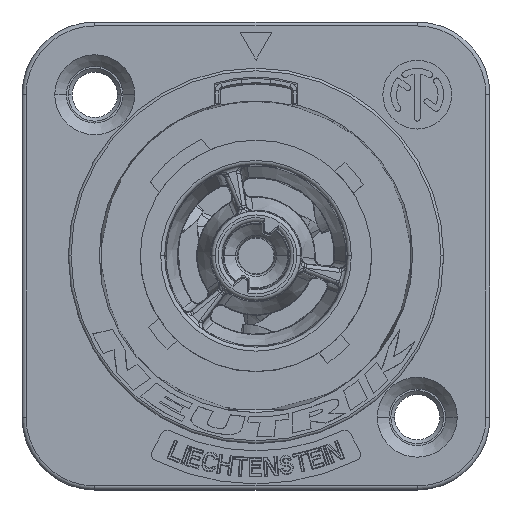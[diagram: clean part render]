
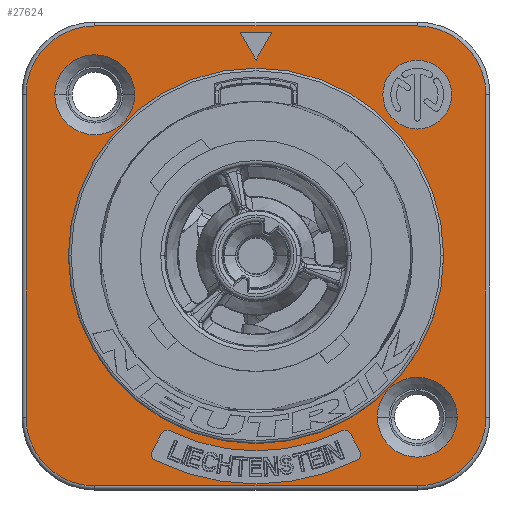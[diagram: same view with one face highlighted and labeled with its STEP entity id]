
A CAD part, top view. The second image highlights one B-rep face of the part: STEP entity #27624.
In plain terms, the highlighted planar face has unit normal (0, 0, 1).
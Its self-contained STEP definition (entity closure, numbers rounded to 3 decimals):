
#29=CARTESIAN_POINT('',(12.2,-12.2,4.5));
#30=DIRECTION('',(0.,0.,1.));
#31=DIRECTION('',(0.,-1.,0.));
#32=AXIS2_PLACEMENT_3D('',#29,#30,#31);
#34=DIRECTION('',(1.,0.,0.));
#35=VECTOR('',#34,24.4);
#36=CARTESIAN_POINT('',(-12.2,-17.4,4.5));
#37=LINE('',#36,#35);
#38=CARTESIAN_POINT('',(-12.2,-12.2,4.5));
#39=DIRECTION('',(0.,0.,1.));
#40=DIRECTION('',(-1.,0.,0.));
#41=AXIS2_PLACEMENT_3D('',#38,#39,#40);
#43=DIRECTION('',(0.,-1.,0.));
#44=VECTOR('',#43,24.4);
#45=CARTESIAN_POINT('',(-17.4,12.2,4.5));
#46=LINE('',#45,#44);
#47=CARTESIAN_POINT('',(-12.2,12.2,4.5));
#48=DIRECTION('',(0.,0.,1.));
#49=DIRECTION('',(0.,1.,0.));
#50=AXIS2_PLACEMENT_3D('',#47,#48,#49);
#52=DIRECTION('',(-1.,0.,0.));
#53=VECTOR('',#52,24.4);
#54=CARTESIAN_POINT('',(12.2,17.4,4.5));
#55=LINE('',#54,#53);
#56=CARTESIAN_POINT('',(12.2,12.2,4.5));
#57=DIRECTION('',(0.,0.,1.));
#58=DIRECTION('',(1.,0.,0.));
#59=AXIS2_PLACEMENT_3D('',#56,#57,#58);
#61=DIRECTION('',(0.,1.,0.));
#62=VECTOR('',#61,24.4);
#63=CARTESIAN_POINT('',(17.4,-12.2,4.5));
#64=LINE('',#63,#62);
#65=CARTESIAN_POINT('',(0.,0.,4.5));
#66=DIRECTION('',(0.,0.,-1.));
#67=DIRECTION('',(-1.,0.,0.));
#68=AXIS2_PLACEMENT_3D('',#65,#66,#67);
#70=CARTESIAN_POINT('',(0.,0.,4.5));
#71=DIRECTION('',(0.,0.,1.));
#72=DIRECTION('',(-1.,0.,0.));
#73=AXIS2_PLACEMENT_3D('',#70,#71,#72);
#75=CARTESIAN_POINT('',(-12.2,12.2,4.5));
#76=DIRECTION('',(0.,0.,1.));
#77=DIRECTION('',(1.,0.,0.));
#78=AXIS2_PLACEMENT_3D('',#75,#76,#77);
#80=CARTESIAN_POINT('',(-12.2,12.2,4.5));
#81=DIRECTION('',(0.,0.,1.));
#82=DIRECTION('',(-1.,0.,0.));
#83=AXIS2_PLACEMENT_3D('',#80,#81,#82);
#85=CARTESIAN_POINT('',(12.2,-12.2,4.5));
#86=DIRECTION('',(0.,0.,1.));
#87=DIRECTION('',(1.,0.,0.));
#88=AXIS2_PLACEMENT_3D('',#85,#86,#87);
#90=CARTESIAN_POINT('',(12.2,-12.2,4.5));
#91=DIRECTION('',(0.,0.,1.));
#92=DIRECTION('',(-1.,0.,0.));
#93=AXIS2_PLACEMENT_3D('',#90,#91,#92);
#95=DIRECTION('',(0.5,-0.866,0.));
#96=VECTOR('',#95,2.4);
#97=CARTESIAN_POINT('',(-1.2,16.9,4.5));
#98=LINE('',#97,#96);
#99=DIRECTION('',(0.5,0.866,0.));
#100=VECTOR('',#99,2.4);
#101=CARTESIAN_POINT('',(0.,14.822,4.5));
#102=LINE('',#101,#100);
#103=DIRECTION('',(-1.,0.,0.));
#104=VECTOR('',#103,2.4);
#105=CARTESIAN_POINT('',(1.2,16.9,4.5));
#106=LINE('',#105,#104);
#107=DIRECTION('',(-0.469,-0.883,0.));
#108=VECTOR('',#107,1.501);
#109=CARTESIAN_POINT('',(-7.156,-13.458,4.5));
#110=LINE('',#109,#108);
#111=CARTESIAN_POINT('',(0.,0.,4.5));
#112=DIRECTION('',(0.,0.,1.));
#113=DIRECTION('',(-0.443,-0.897,0.));
#114=AXIS2_PLACEMENT_3D('',#111,#112,#113);
#116=DIRECTION('',(-0.469,0.883,0.));
#117=VECTOR('',#116,1.501);
#118=CARTESIAN_POINT('',(7.86,-14.783,4.5));
#119=LINE('',#118,#117);
#120=CARTESIAN_POINT('',(0.,0.,4.5));
#121=DIRECTION('',(0.,0.,1.));
#122=DIRECTION('',(-0.44,-0.898,0.));
#123=AXIS2_PLACEMENT_3D('',#120,#121,#122);
#125=CARTESIAN_POINT('',(12.2,12.2,4.5));
#126=DIRECTION('',(0.,0.,1.));
#127=DIRECTION('',(1.,0.,0.));
#128=AXIS2_PLACEMENT_3D('',#125,#126,#127);
#130=CARTESIAN_POINT('',(12.2,12.2,4.5));
#131=DIRECTION('',(0.,0.,1.));
#132=DIRECTION('',(-1.,0.,0.));
#133=AXIS2_PLACEMENT_3D('',#130,#131,#132);
#14870=CARTESIAN_POINT('',(-6.714,-13.692,4.5));
#14871=DIRECTION('',(0.,0.,-1.));
#14872=DIRECTION('',(-0.883,0.469,0.));
#14873=AXIS2_PLACEMENT_3D('',#14870,#14871,#14872);
#14883=CARTESIAN_POINT('',(-7.419,-15.018,4.5));
#14884=DIRECTION('',(0.,0.,-1.));
#14885=DIRECTION('',(-0.443,-0.897,0.));
#14886=AXIS2_PLACEMENT_3D('',#14883,#14884,#14885);
#14896=CARTESIAN_POINT('',(7.419,-15.018,4.5));
#14897=DIRECTION('',(0.,0.,-1.));
#14898=DIRECTION('',(0.883,0.469,0.));
#14899=AXIS2_PLACEMENT_3D('',#14896,#14897,#14898);
#14909=CARTESIAN_POINT('',(6.714,-13.692,4.5));
#14910=DIRECTION('',(0.,0.,-1.));
#14911=DIRECTION('',(-0.44,0.898,0.));
#14912=AXIS2_PLACEMENT_3D('',#14909,#14910,#14911);
#22707=CARTESIAN_POINT('',(-14.2,0.,4.5));
#22708=CARTESIAN_POINT('',(14.2,0.,4.5));
#22709=VERTEX_POINT('',#22707);
#22710=VERTEX_POINT('',#22708);
#22787=CARTESIAN_POINT('',(-9.175,12.2,4.5));
#22788=CARTESIAN_POINT('',(-15.225,12.2,4.5));
#22789=VERTEX_POINT('',#22787);
#22790=VERTEX_POINT('',#22788);
#22791=CARTESIAN_POINT('',(15.225,-12.2,4.5));
#22792=CARTESIAN_POINT('',(9.175,-12.2,4.5));
#22793=VERTEX_POINT('',#22791);
#22794=VERTEX_POINT('',#22792);
#23228=CARTESIAN_POINT('',(12.2,-17.4,4.5));
#23229=CARTESIAN_POINT('',(17.4,-12.2,4.5));
#23230=VERTEX_POINT('',#23228);
#23231=VERTEX_POINT('',#23229);
#23236=CARTESIAN_POINT('',(17.4,12.2,4.5));
#23237=VERTEX_POINT('',#23236);
#23240=CARTESIAN_POINT('',(12.2,17.4,4.5));
#23241=VERTEX_POINT('',#23240);
#23244=CARTESIAN_POINT('',(-12.2,17.4,4.5));
#23245=VERTEX_POINT('',#23244);
#23248=CARTESIAN_POINT('',(-17.4,12.2,4.5));
#23249=VERTEX_POINT('',#23248);
#23252=CARTESIAN_POINT('',(-17.4,-12.2,4.5));
#23253=VERTEX_POINT('',#23252);
#23256=CARTESIAN_POINT('',(-12.2,-17.4,4.5));
#23257=VERTEX_POINT('',#23256);
#23754=CARTESIAN_POINT('',(-1.2,16.9,4.5));
#23755=CARTESIAN_POINT('',(0.,14.822,4.5));
#23756=VERTEX_POINT('',#23754);
#23757=VERTEX_POINT('',#23755);
#23758=CARTESIAN_POINT('',(1.2,16.9,4.5));
#23759=VERTEX_POINT('',#23758);
#23764=CARTESIAN_POINT('',(-7.156,-13.458,4.5));
#23765=VERTEX_POINT('',#23764);
#23766=CARTESIAN_POINT('',(-6.494,-13.244,4.5));
#23767=VERTEX_POINT('',#23766);
#23772=CARTESIAN_POINT('',(-7.64,-15.466,4.5));
#23773=VERTEX_POINT('',#23772);
#23774=CARTESIAN_POINT('',(-7.86,-14.783,4.5));
#23775=VERTEX_POINT('',#23774);
#23780=CARTESIAN_POINT('',(6.494,-13.244,4.5));
#23781=VERTEX_POINT('',#23780);
#23782=CARTESIAN_POINT('',(7.156,-13.458,4.5));
#23783=VERTEX_POINT('',#23782);
#23788=CARTESIAN_POINT('',(7.86,-14.783,4.5));
#23789=VERTEX_POINT('',#23788);
#23790=CARTESIAN_POINT('',(7.64,-15.466,4.5));
#23791=VERTEX_POINT('',#23790);
#24782=CARTESIAN_POINT('',(14.8,12.2,4.5));
#24783=CARTESIAN_POINT('',(9.6,12.2,4.5));
#24784=VERTEX_POINT('',#24782);
#24785=VERTEX_POINT('',#24783);
#27553=CARTESIAN_POINT('',(0.,0.,4.5));
#27554=DIRECTION('',(0.,0.,-1.));
#27555=DIRECTION('',(-1.,0.,0.));
#27556=AXIS2_PLACEMENT_3D('',#27553,#27554,#27555);
#27557=PLANE('',#27556);
#27559=ORIENTED_EDGE('',*,*,#27558,.F.);
#27561=ORIENTED_EDGE('',*,*,#27560,.F.);
#27563=ORIENTED_EDGE('',*,*,#27562,.F.);
#27565=ORIENTED_EDGE('',*,*,#27564,.F.);
#27567=ORIENTED_EDGE('',*,*,#27566,.F.);
#27569=ORIENTED_EDGE('',*,*,#27568,.F.);
#27571=ORIENTED_EDGE('',*,*,#27570,.F.);
#27573=ORIENTED_EDGE('',*,*,#27572,.F.);
#27574=EDGE_LOOP('',(#27559,#27561,#27563,#27565,#27567,#27569,#27571,#27573));
#27575=FACE_OUTER_BOUND('',#27574,.F.);
#27576=ORIENTED_EDGE('',*,*,#27504,.F.);
#27577=ORIENTED_EDGE('',*,*,#27547,.T.);
#27578=EDGE_LOOP('',(#27576,#27577));
#27579=FACE_BOUND('',#27578,.F.);
#27581=ORIENTED_EDGE('',*,*,#27580,.T.);
#27583=ORIENTED_EDGE('',*,*,#27582,.T.);
#27584=EDGE_LOOP('',(#27581,#27583));
#27585=FACE_BOUND('',#27584,.F.);
#27587=ORIENTED_EDGE('',*,*,#27586,.T.);
#27589=ORIENTED_EDGE('',*,*,#27588,.T.);
#27590=EDGE_LOOP('',(#27587,#27589));
#27591=FACE_BOUND('',#27590,.F.);
#27593=ORIENTED_EDGE('',*,*,#27592,.T.);
#27595=ORIENTED_EDGE('',*,*,#27594,.T.);
#27597=ORIENTED_EDGE('',*,*,#27596,.T.);
#27598=EDGE_LOOP('',(#27593,#27595,#27597));
#27599=FACE_BOUND('',#27598,.F.);
#27601=ORIENTED_EDGE('',*,*,#27600,.T.);
#27603=ORIENTED_EDGE('',*,*,#27602,.F.);
#27605=ORIENTED_EDGE('',*,*,#27604,.T.);
#27607=ORIENTED_EDGE('',*,*,#27606,.F.);
#27609=ORIENTED_EDGE('',*,*,#27608,.T.);
#27611=ORIENTED_EDGE('',*,*,#27610,.F.);
#27613=ORIENTED_EDGE('',*,*,#27612,.F.);
#27615=ORIENTED_EDGE('',*,*,#27614,.F.);
#27616=EDGE_LOOP('',(#27601,#27603,#27605,#27607,#27609,#27611,#27613,#27615));
#27617=FACE_BOUND('',#27616,.F.);
#27619=ORIENTED_EDGE('',*,*,#27618,.T.);
#27621=ORIENTED_EDGE('',*,*,#27620,.T.);
#27622=EDGE_LOOP('',(#27619,#27621));
#27623=FACE_BOUND('',#27622,.F.);
#27624=ADVANCED_FACE('',(#27575,#27579,#27585,#27591,#27599,#27617,#27623),
#27557,.F.);
#33=CIRCLE('',#32,5.2);
#42=CIRCLE('',#41,5.2);
#51=CIRCLE('',#50,5.2);
#60=CIRCLE('',#59,5.2);
#69=CIRCLE('',#68,14.2);
#74=CIRCLE('',#73,14.2);
#79=CIRCLE('',#78,3.025);
#84=CIRCLE('',#83,3.025);
#89=CIRCLE('',#88,3.025);
#94=CIRCLE('',#93,3.025);
#115=CIRCLE('',#114,17.25);
#124=CIRCLE('',#123,14.75);
#129=CIRCLE('',#128,2.6);
#134=CIRCLE('',#133,2.6);
#14874=CIRCLE('',#14873,0.5);
#14887=CIRCLE('',#14886,0.5);
#14900=CIRCLE('',#14899,0.5);
#14913=CIRCLE('',#14912,0.5);
#27504=EDGE_CURVE('',#22709,#22710,#69,.T.);
#27547=EDGE_CURVE('',#22709,#22710,#74,.T.);
#27558=EDGE_CURVE('',#23230,#23231,#33,.T.);
#27560=EDGE_CURVE('',#23257,#23230,#37,.T.);
#27562=EDGE_CURVE('',#23253,#23257,#42,.T.);
#27564=EDGE_CURVE('',#23249,#23253,#46,.T.);
#27566=EDGE_CURVE('',#23245,#23249,#51,.T.);
#27568=EDGE_CURVE('',#23241,#23245,#55,.T.);
#27570=EDGE_CURVE('',#23237,#23241,#60,.T.);
#27572=EDGE_CURVE('',#23231,#23237,#64,.T.);
#27580=EDGE_CURVE('',#22789,#22790,#79,.T.);
#27582=EDGE_CURVE('',#22790,#22789,#84,.T.);
#27586=EDGE_CURVE('',#22793,#22794,#89,.T.);
#27588=EDGE_CURVE('',#22794,#22793,#94,.T.);
#27592=EDGE_CURVE('',#23756,#23757,#98,.T.);
#27594=EDGE_CURVE('',#23757,#23759,#102,.T.);
#27596=EDGE_CURVE('',#23759,#23756,#106,.T.);
#27600=EDGE_CURVE('',#23765,#23775,#110,.T.);
#27602=EDGE_CURVE('',#23773,#23775,#14887,.T.);
#27604=EDGE_CURVE('',#23773,#23791,#115,.T.);
#27606=EDGE_CURVE('',#23789,#23791,#14900,.T.);
#27608=EDGE_CURVE('',#23789,#23783,#119,.T.);
#27610=EDGE_CURVE('',#23781,#23783,#14913,.T.);
#27612=EDGE_CURVE('',#23767,#23781,#124,.T.);
#27614=EDGE_CURVE('',#23765,#23767,#14874,.T.);
#27618=EDGE_CURVE('',#24784,#24785,#129,.T.);
#27620=EDGE_CURVE('',#24785,#24784,#134,.T.);
